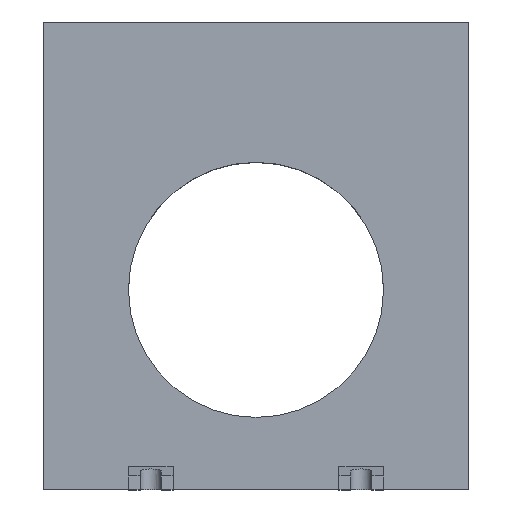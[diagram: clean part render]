
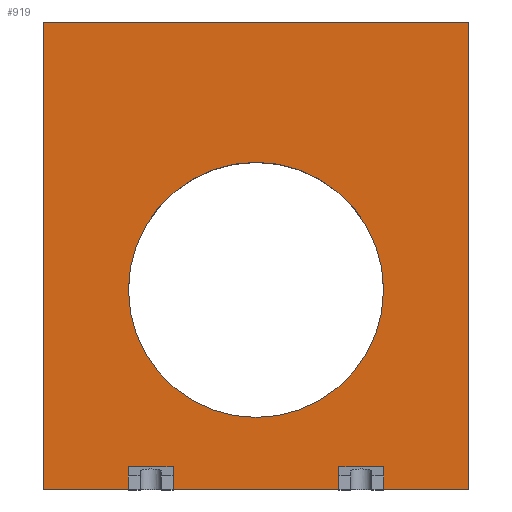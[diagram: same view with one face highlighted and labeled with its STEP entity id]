
A CAD part, top view. The second image highlights one B-rep face of the part: STEP entity #919.
In plain terms, the highlighted planar face has unit normal (0, 0, 1).
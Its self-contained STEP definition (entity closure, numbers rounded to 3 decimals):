
#721=CARTESIAN_POINT('',(30.0,47.0,15.0));
#722=VERTEX_POINT('',#721);
#738=CARTESIAN_POINT('',(-30.0,47.,15.0));
#739=VERTEX_POINT('',#738);
#746=CARTESIAN_POINT('',(0.0,47.0,15.0));
#747=DIRECTION('',(0.0,0.0,-1.0));
#748=DIRECTION('',(1.0,0.0,0.0));
#749=AXIS2_PLACEMENT_3D('',#746,#747,#748);
#750=CIRCLE('',#749,30.0);
#751=EDGE_CURVE('',#722,#739,#750,.T.);
#762=CARTESIAN_POINT('',(0.0,47.0,15.0));
#763=DIRECTION('',(0.0,0.0,-1.0));
#764=DIRECTION('',(1.0,0.0,0.0));
#765=AXIS2_PLACEMENT_3D('',#762,#763,#764);
#766=CIRCLE('',#765,30.0);
#767=EDGE_CURVE('',#739,#722,#766,.T.);
#785=CARTESIAN_POINT('',(-50.0,0.0,15.0));
#786=VERTEX_POINT('',#785);
#787=CARTESIAN_POINT('',(-50.0,110.,15.0));
#788=VERTEX_POINT('',#787);
#789=CARTESIAN_POINT('',(-50.0,0.0,15.0));
#790=DIRECTION('',(0.0,1.0,0.0));
#791=VECTOR('',#790,110.);
#792=LINE('',#789,#791);
#793=EDGE_CURVE('',#786,#788,#792,.T.);
#825=CARTESIAN_POINT('',(50.0,110.,15.0));
#826=VERTEX_POINT('',#825);
#827=CARTESIAN_POINT('',(-50.0,110.,15.0));
#828=DIRECTION('',(1.0,0.0,0.0));
#829=VECTOR('',#828,100.0);
#830=LINE('',#827,#829);
#831=EDGE_CURVE('',#788,#826,#830,.T.);
#856=CARTESIAN_POINT('',(50.0,0.0,15.0));
#857=VERTEX_POINT('',#856);
#858=CARTESIAN_POINT('',(50.,110.,15.0));
#859=DIRECTION('',(0.0,-1.0,0.0));
#860=VECTOR('',#859,110.);
#861=LINE('',#858,#860);
#862=EDGE_CURVE('',#826,#857,#861,.T.);
#887=CARTESIAN_POINT('',(50.0,0.0,15.0));
#888=DIRECTION('',(-1.0,0.0,0.0));
#889=VECTOR('',#888,100.0);
#890=LINE('',#887,#889);
#891=EDGE_CURVE('',#857,#786,#890,.T.);
#904=CARTESIAN_POINT('',(0.0,55.0,15.0));
#905=DIRECTION('',(0.0,0.0,1.0));
#906=DIRECTION('',(1.0,0.0,0.0));
#907=AXIS2_PLACEMENT_3D('',#904,#905,#906);
#908=PLANE('',#907);
#909=ORIENTED_EDGE('',*,*,#793,.F.);
#910=ORIENTED_EDGE('',*,*,#891,.F.);
#911=ORIENTED_EDGE('',*,*,#862,.F.);
#912=ORIENTED_EDGE('',*,*,#831,.F.);
#913=EDGE_LOOP('',(#909,#910,#911,#912));
#914=FACE_OUTER_BOUND('',#913,.T.);
#915=ORIENTED_EDGE('',*,*,#751,.T.);
#916=ORIENTED_EDGE('',*,*,#767,.T.);
#917=EDGE_LOOP('',(#915,#916));
#918=FACE_BOUND('',#917,.T.);
#919=ADVANCED_FACE('',(#914,#918),#908,.T.);
